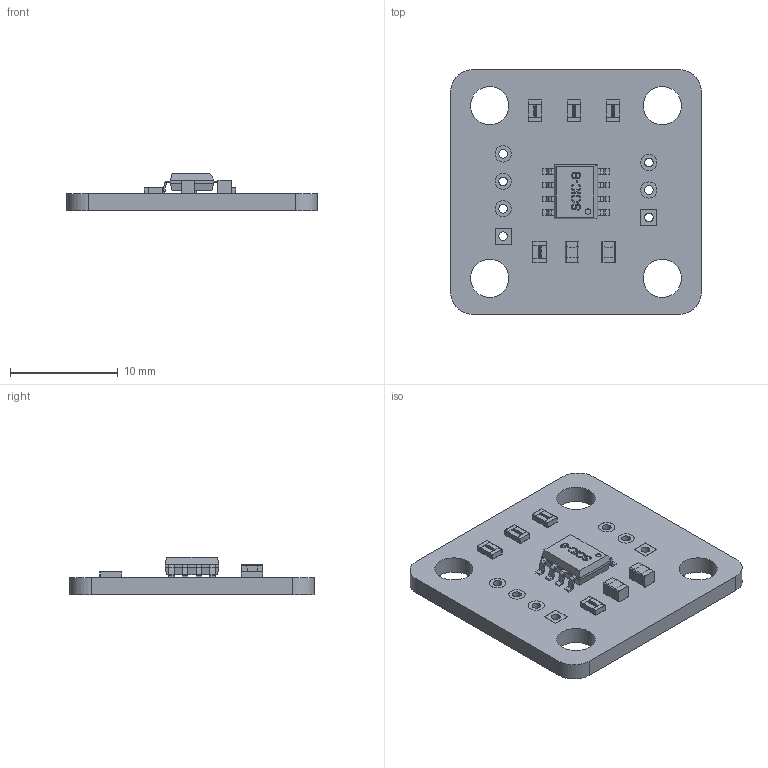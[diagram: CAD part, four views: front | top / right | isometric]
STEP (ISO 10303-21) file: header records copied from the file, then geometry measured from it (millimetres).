
FILE_DESCRIPTION(/* description */ (''),/* implementation_level */ '2;1');
FILE_NAME(/* name */ 'AS5600_magnetic_encoder.step',/* time_stamp */ '2025-06-04T15:46:55+07:00',/* author */ (''),/* organization */ (''),/* preprocessor_version */ 'ST-DEVELOPER v20.1',/* originating_system */ 'Autodesk Translation Framework v14.10.0.0',/* authorisation */ '');
FILE_SCHEMA (('AUTOMOTIVE_DESIGN { 1 0 10303 214 3 1 1 }'));
Length unit declared in the file: millimetre
Products named in the file (1): AS5600_magnetic_encoder
Bounding box: 23.2 x 22.65 x 3.5 mm (x, y, z)
Volume: 811.2 mm3; surface area: 1415.5 mm2
Topology: 28 solids, 28 shells, 943 faces, 2453 edges, 1614 vertices
Faces by surface type: plane 577, bspline 252, cylinder 114
Full cylindrical faces by diameter (mm): 0.494 x1, 0.8 x7, 1.5 x10, 3.55 x4
Entity records: 40904 total; most frequent: CARTESIAN_POINT 18831, ORIENTED_EDGE 4874, DIRECTION 3481, EDGE_CURVE 2437, LINE 1673, VECTOR 1673, VERTEX_POINT 1614, EDGE_LOOP 1029
